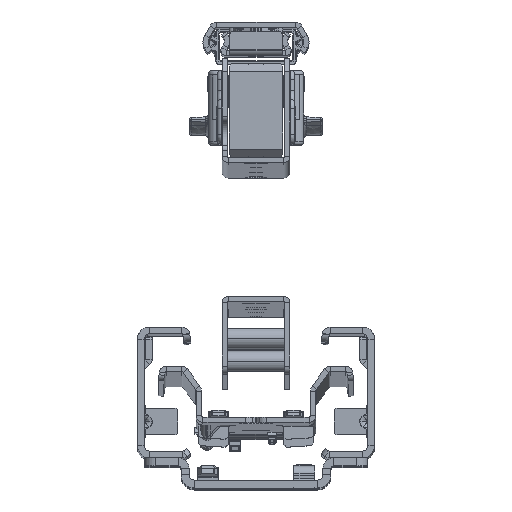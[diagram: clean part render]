
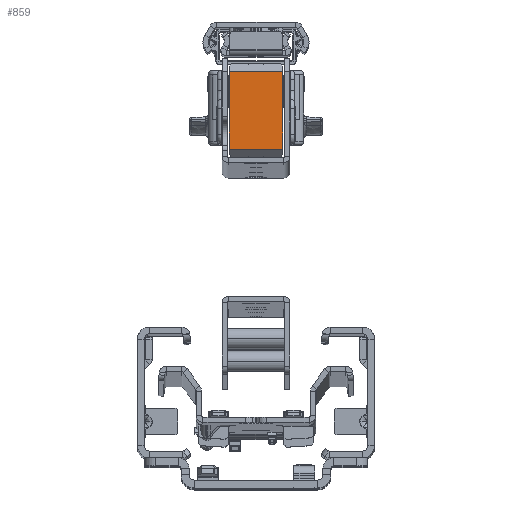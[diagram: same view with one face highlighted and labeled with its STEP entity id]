
A CAD part, top view. The second image highlights one B-rep face of the part: STEP entity #859.
In plain terms, the highlighted face is planar.
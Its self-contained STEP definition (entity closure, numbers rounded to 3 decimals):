
#859 = ADVANCED_FACE ( 'NONE', ( #36501 ), #114451, .T. ) ;
#935 = ORIENTED_EDGE ( 'NONE', *, *, #63373, .T. ) ;
#9612 = VECTOR ( 'NONE', #100722, 1000. ) ;
#10223 = DIRECTION ( 'NONE',  ( -1., 0., 0. ) ) ;
#11766 = ORIENTED_EDGE ( 'NONE', *, *, #58065, .T. ) ;
#12916 = EDGE_LOOP ( 'NONE', ( #36512, #935, #86530, #11766 ) ) ;
#14289 = EDGE_CURVE ( 'NONE', #115933, #81370, #111284, .T. ) ;
#18857 = LINE ( 'NONE', #57615, #37164 ) ;
#25797 = CARTESIAN_POINT ( 'NONE',  ( -8., -17.5, -10. ) ) ;
#28273 = CARTESIAN_POINT ( 'NONE',  ( -8., -14.5, 10. ) ) ;
#28958 = CARTESIAN_POINT ( 'NONE',  ( -8., -17.5, 10. ) ) ;
#31875 = CARTESIAN_POINT ( 'NONE',  ( -8., 14.5, -10. ) ) ;
#36501 = FACE_OUTER_BOUND ( 'NONE', #12916, .T. ) ;
#36512 = ORIENTED_EDGE ( 'NONE', *, *, #14289, .F. ) ;
#37164 = VECTOR ( 'NONE', #48230, 1000. ) ;
#48069 = CARTESIAN_POINT ( 'NONE',  ( -8., 14.5, 10. ) ) ;
#48230 = DIRECTION ( 'NONE',  ( 0., 1., 0. ) ) ;
#48345 = DIRECTION ( 'NONE',  ( 0., 0., 1. ) ) ;
#55313 = CARTESIAN_POINT ( 'NONE',  ( -8., -14.5, 9. ) ) ;
#56793 = CARTESIAN_POINT ( 'NONE',  ( -8., -14.5, -10. ) ) ;
#57615 = CARTESIAN_POINT ( 'NONE',  ( -8., -17.5, 10. ) ) ;
#58065 = EDGE_CURVE ( 'NONE', #61270, #81370, #114762, .T. ) ;
#61270 = VERTEX_POINT ( 'NONE', #48069 ) ;
#63373 = EDGE_CURVE ( 'NONE', #115933, #105628, #102711, .T. ) ;
#65066 = EDGE_CURVE ( 'NONE', #105628, #61270, #18857, .T. ) ;
#67375 = CARTESIAN_POINT ( 'NONE',  ( -8., 14.5, -9. ) ) ;
#81370 = VERTEX_POINT ( 'NONE', #31875 ) ;
#86530 = ORIENTED_EDGE ( 'NONE', *, *, #65066, .T. ) ;
#90652 = VECTOR ( 'NONE', #116583, 1000. ) ;
#93354 = DIRECTION ( 'NONE',  ( 0., 0., 1. ) ) ;
#100722 = DIRECTION ( 'NONE',  ( 0., 1., 0. ) ) ;
#102632 = VECTOR ( 'NONE', #93354, 1000. ) ;
#102711 = LINE ( 'NONE', #55313, #102632 ) ;
#105628 = VERTEX_POINT ( 'NONE', #28273 ) ;
#109210 = AXIS2_PLACEMENT_3D ( 'NONE', #28958, #10223, #48345 ) ;
#111284 = LINE ( 'NONE', #25797, #9612 ) ;
#114451 = PLANE ( 'NONE',  #109210 ) ;
#114762 = LINE ( 'NONE', #67375, #90652 ) ;
#115933 = VERTEX_POINT ( 'NONE', #56793 ) ;
#116583 = DIRECTION ( 'NONE',  ( 0., 0., -1. ) ) ;
